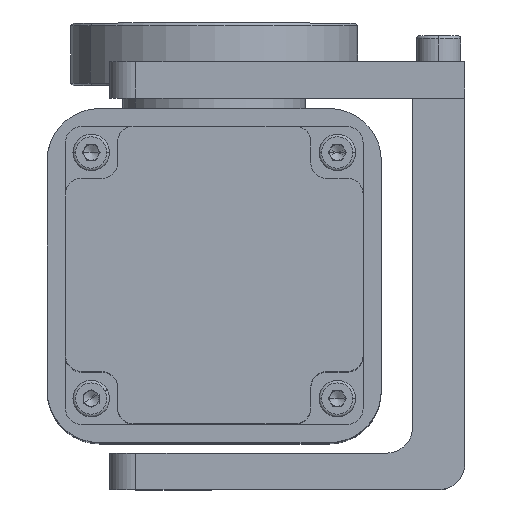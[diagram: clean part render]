
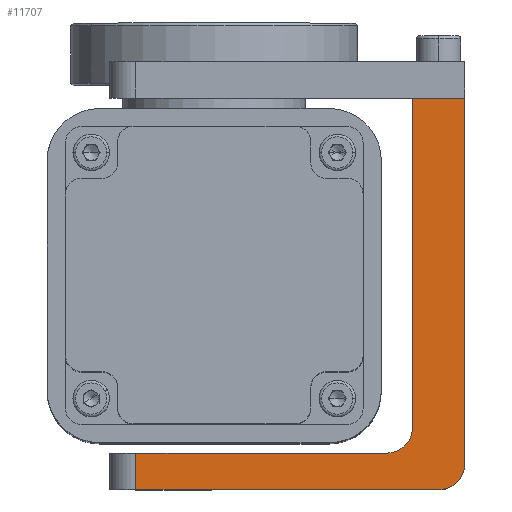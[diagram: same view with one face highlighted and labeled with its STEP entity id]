
A CAD part, top view. The second image highlights one B-rep face of the part: STEP entity #11707.
In plain terms, the highlighted planar face has unit normal (0, 0, 1).
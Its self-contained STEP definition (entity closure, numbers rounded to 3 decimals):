
#240 = DIRECTION ( 'NONE',  ( -1., 0., 0. ) ) ;
#359 = DIRECTION ( 'NONE',  ( 0., 1., 0. ) ) ;
#510 = CARTESIAN_POINT ( 'NONE',  ( 39.833, -31.377, 85.5 ) ) ;
#1506 = CARTESIAN_POINT ( 'NONE',  ( 24.833, -24.377, 85.5 ) ) ;
#1572 = LINE ( 'NONE', #2439, #1906 ) ;
#1906 = VECTOR ( 'NONE', #2480, 1000. ) ;
#1930 = VECTOR ( 'NONE', #5532, 1000. ) ;
#2034 = LINE ( 'NONE', #10745, #9118 ) ;
#2120 = PLANE ( 'NONE',  #10752 ) ;
#2439 = CARTESIAN_POINT ( 'NONE',  ( -28.167, -29.377, 85.5 ) ) ;
#2469 = CARTESIAN_POINT ( 'NONE',  ( 29.833, -29.377, 85.5 ) ) ;
#2480 = DIRECTION ( 'NONE',  ( -1., 0., 0. ) ) ;
#3213 = ORIENTED_EDGE ( 'NONE', *, *, #10881, .T. ) ;
#3532 = VERTEX_POINT ( 'NONE', #9488 ) ;
#3636 = ORIENTED_EDGE ( 'NONE', *, *, #12879, .T. ) ;
#4249 = CARTESIAN_POINT ( 'NONE',  ( 29.833, 38.623, 85.5 ) ) ;
#4382 = VECTOR ( 'NONE', #14020, 1000. ) ;
#4418 = CARTESIAN_POINT ( 'NONE',  ( 34.833, -36.377, 85.5 ) ) ;
#4860 = LINE ( 'NONE', #7663, #1930 ) ;
#4939 = EDGE_CURVE ( 'NONE', #10388, #8792, #8131, .T. ) ;
#5117 = AXIS2_PLACEMENT_3D ( 'NONE', #1506, #13633, #240 ) ;
#5251 = LINE ( 'NONE', #4249, #4382 ) ;
#5351 = DIRECTION ( 'NONE',  ( -1., 0., 0. ) ) ;
#5532 = DIRECTION ( 'NONE',  ( 1., 0., 0. ) ) ;
#5651 = LINE ( 'NONE', #2469, #7190 ) ;
#5710 = CARTESIAN_POINT ( 'NONE',  ( 24.833, -29.377, 85.5 ) ) ;
#5848 = CARTESIAN_POINT ( 'NONE',  ( 29.833, -24.377, 85.5 ) ) ;
#6015 = VERTEX_POINT ( 'NONE', #11015 ) ;
#6208 = EDGE_CURVE ( 'NONE', #6015, #12778, #5651, .T. ) ;
#6904 = VERTEX_POINT ( 'NONE', #5710 ) ;
#7030 = ORIENTED_EDGE ( 'NONE', *, *, #11745, .T. ) ;
#7190 = VECTOR ( 'NONE', #12425, 1000. ) ;
#7271 = ORIENTED_EDGE ( 'NONE', *, *, #6208, .T. ) ;
#7563 = CIRCLE ( 'NONE', #5117, 5. ) ;
#7638 = VERTEX_POINT ( 'NONE', #7901 ) ;
#7663 = CARTESIAN_POINT ( 'NONE',  ( 39.833, -36.377, 85.5 ) ) ;
#7797 = DIRECTION ( 'NONE',  ( 0., 0., 1. ) ) ;
#7901 = CARTESIAN_POINT ( 'NONE',  ( -23.167, -29.377, 85.5 ) ) ;
#8114 = VERTEX_POINT ( 'NONE', #12939 ) ;
#8131 = CIRCLE ( 'NONE', #11641, 5. ) ;
#8658 = CARTESIAN_POINT ( 'NONE',  ( 39.833, -36.377, 85.5 ) ) ;
#8792 = VERTEX_POINT ( 'NONE', #510 ) ;
#9080 = ORIENTED_EDGE ( 'NONE', *, *, #9862, .T. ) ;
#9118 = VECTOR ( 'NONE', #359, 1000. ) ;
#9210 = EDGE_CURVE ( 'NONE', #7638, #3532, #9736, .T. ) ;
#9488 = CARTESIAN_POINT ( 'NONE',  ( -23.167, -36.377, 85.5 ) ) ;
#9496 = ORIENTED_EDGE ( 'NONE', *, *, #12225, .T. ) ;
#9736 = LINE ( 'NONE', #12955, #10428 ) ;
#9749 = DIRECTION ( 'NONE',  ( 0., -1., 0. ) ) ;
#9862 = EDGE_CURVE ( 'NONE', #3532, #10388, #4860, .T. ) ;
#10188 = ORIENTED_EDGE ( 'NONE', *, *, #9210, .T. ) ;
#10388 = VERTEX_POINT ( 'NONE', #4418 ) ;
#10428 = VECTOR ( 'NONE', #9749, 1000. ) ;
#10745 = CARTESIAN_POINT ( 'NONE',  ( 39.833, 38.623, 85.5 ) ) ;
#10752 = AXIS2_PLACEMENT_3D ( 'NONE', #8658, #11986, #5351 ) ;
#10881 = EDGE_CURVE ( 'NONE', #6904, #7638, #1572, .T. ) ;
#11015 = CARTESIAN_POINT ( 'NONE',  ( 29.833, 38.623, 85.5 ) ) ;
#11602 = EDGE_LOOP ( 'NONE', ( #9080, #12693, #9496, #3636, #7271, #7030, #3213, #10188 ) ) ;
#11641 = AXIS2_PLACEMENT_3D ( 'NONE', #13275, #7797, #12349 ) ;
#11707 = ADVANCED_FACE ( 'NONE', ( #12247 ), #2120, .F. ) ;
#11745 = EDGE_CURVE ( 'NONE', #12778, #6904, #7563, .T. ) ;
#11986 = DIRECTION ( 'NONE',  ( 0., 0., -1. ) ) ;
#12225 = EDGE_CURVE ( 'NONE', #8792, #8114, #2034, .T. ) ;
#12247 = FACE_OUTER_BOUND ( 'NONE', #11602, .T. ) ;
#12349 = DIRECTION ( 'NONE',  ( -1., 0., 0. ) ) ;
#12425 = DIRECTION ( 'NONE',  ( 0., -1., 0. ) ) ;
#12693 = ORIENTED_EDGE ( 'NONE', *, *, #4939, .T. ) ;
#12778 = VERTEX_POINT ( 'NONE', #5848 ) ;
#12879 = EDGE_CURVE ( 'NONE', #8114, #6015, #5251, .T. ) ;
#12939 = CARTESIAN_POINT ( 'NONE',  ( 39.833, 38.623, 85.5 ) ) ;
#12955 = CARTESIAN_POINT ( 'NONE',  ( -23.167, -36.377, 85.5 ) ) ;
#13275 = CARTESIAN_POINT ( 'NONE',  ( 34.833, -31.377, 85.5 ) ) ;
#13633 = DIRECTION ( 'NONE',  ( 0., 0., -1. ) ) ;
#14020 = DIRECTION ( 'NONE',  ( -1., 0., 0. ) ) ;
